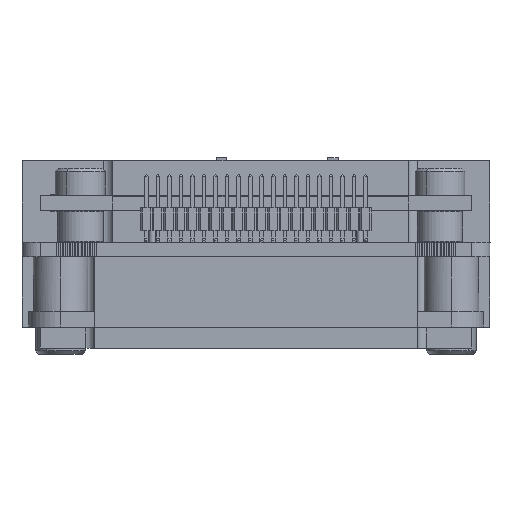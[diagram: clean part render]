
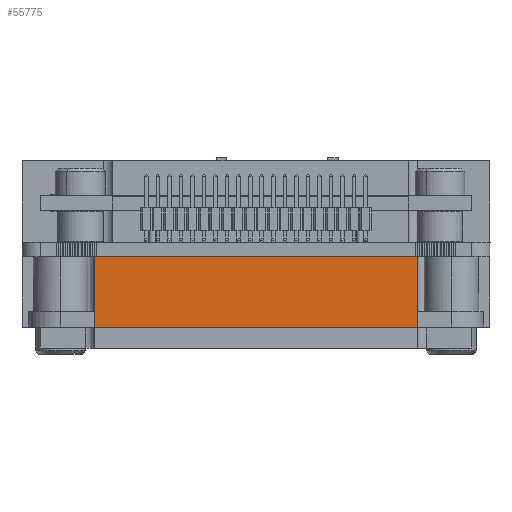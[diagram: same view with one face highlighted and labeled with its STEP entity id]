
A CAD part, left-side view. The second image highlights one B-rep face of the part: STEP entity #55775.
In plain terms, the highlighted planar face has unit normal (-1, 0, 0).
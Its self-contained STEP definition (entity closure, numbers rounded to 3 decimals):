
#2835 = CARTESIAN_POINT ( 'NONE',  ( -192.25, -17.75, -18.501 ) ) ;
#4549 = VECTOR ( 'NONE', #37372, 1000. ) ;
#6237 = DIRECTION ( 'NONE',  ( 0., 0., 1. ) ) ;
#6978 = CARTESIAN_POINT ( 'NONE',  ( -192.25, 17.75, -18.501 ) ) ;
#7581 = ORIENTED_EDGE ( 'NONE', *, *, #39739, .T. ) ;
#8370 = VECTOR ( 'NONE', #25858, 1000. ) ;
#8967 = VECTOR ( 'NONE', #36696, 1000. ) ;
#9582 = VERTEX_POINT ( 'NONE', #18188 ) ;
#10105 = DIRECTION ( 'NONE',  ( -1., 0., 0. ) ) ;
#11545 = LINE ( 'NONE', #37289, #50440 ) ;
#12625 = CARTESIAN_POINT ( 'NONE',  ( -192.25, -17.75, -10.761 ) ) ;
#15210 = CARTESIAN_POINT ( 'NONE',  ( -192.25, -17.75, -15.761 ) ) ;
#15523 = LINE ( 'NONE', #15210, #8370 ) ;
#15812 = VERTEX_POINT ( 'NONE', #62369 ) ;
#15896 = EDGE_CURVE ( 'NONE', #9582, #52161, #52042, .T. ) ;
#18188 = CARTESIAN_POINT ( 'NONE',  ( -192.25, 17.75, -10.761 ) ) ;
#22303 = CARTESIAN_POINT ( 'NONE',  ( -192.25, -17.75, -10.761 ) ) ;
#25450 = FACE_OUTER_BOUND ( 'NONE', #55285, .T. ) ;
#25692 = AXIS2_PLACEMENT_3D ( 'NONE', #45500, #10105, #65856 ) ;
#25858 = DIRECTION ( 'NONE',  ( 0., 0., 1. ) ) ;
#27684 = ORIENTED_EDGE ( 'NONE', *, *, #48413, .F. ) ;
#32026 = LINE ( 'NONE', #6978, #8967 ) ;
#36696 = DIRECTION ( 'NONE',  ( 0., 1., 0. ) ) ;
#37289 = CARTESIAN_POINT ( 'NONE',  ( -192.25, 17.75, -15.761 ) ) ;
#37372 = DIRECTION ( 'NONE',  ( 0., -1., 0. ) ) ;
#39739 = EDGE_CURVE ( 'NONE', #47477, #52161, #15523, .T. ) ;
#41715 = ORIENTED_EDGE ( 'NONE', *, *, #48903, .F. ) ;
#45500 = CARTESIAN_POINT ( 'NONE',  ( -192.25, -17.75, -15.761 ) ) ;
#47477 = VERTEX_POINT ( 'NONE', #2835 ) ;
#48413 = EDGE_CURVE ( 'NONE', #15812, #9582, #11545, .T. ) ;
#48903 = EDGE_CURVE ( 'NONE', #47477, #15812, #32026, .T. ) ;
#50440 = VECTOR ( 'NONE', #6237, 1000. ) ;
#52042 = LINE ( 'NONE', #22303, #4549 ) ;
#52161 = VERTEX_POINT ( 'NONE', #12625 ) ;
#55285 = EDGE_LOOP ( 'NONE', ( #7581, #59007, #27684, #41715 ) ) ;
#55775 = ADVANCED_FACE ( 'NONE', ( #25450 ), #60474, .T. ) ;
#59007 = ORIENTED_EDGE ( 'NONE', *, *, #15896, .F. ) ;
#60474 = PLANE ( 'NONE',  #25692 ) ;
#62369 = CARTESIAN_POINT ( 'NONE',  ( -192.25, 17.75, -18.501 ) ) ;
#65856 = DIRECTION ( 'NONE',  ( 0., 0., 1. ) ) ;
